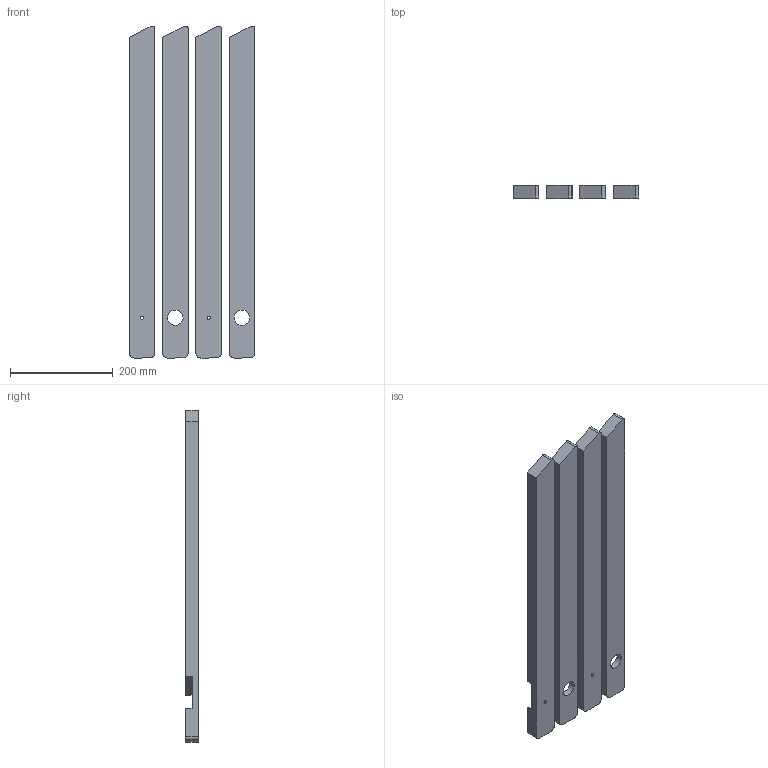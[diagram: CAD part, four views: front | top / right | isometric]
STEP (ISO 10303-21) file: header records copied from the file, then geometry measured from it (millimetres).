
FILE_DESCRIPTION (( 'STEP AP214' ), '1' );
FILE_NAME ('PlayGym_Assy_Cut.STEP', '2022-08-22T22:31:26', ( '' ), ( '' ), 'SwSTEP 2.0', 'SolidWorks 2021', '' );
FILE_SCHEMA (( 'AUTOMOTIVE_DESIGN' ));
Length unit declared in the file: millimetre
Products named in the file (3): PlayGym_Assy_Cut; PlayGym_Side_B; PlayGym_Side_A
Assembly tree (4 placements, depth 2):
  PlayGym_Assy_Cut
    PlayGym_Side_B  x2
    PlayGym_Side_A  x2
Bounding box: 245 x 25 x 646.9 mm (x, y, z)
Volume: 3006954.9 mm3; surface area: 391074 mm2
Topology: 4 solids, 4 shells, 64 faces, 168 edges, 112 vertices
Faces by surface type: plane 40, cylinder 24
Entity records: 1126 total; most frequent: DIRECTION 186, CARTESIAN_POINT 179, ORIENTED_EDGE 168, EDGE_CURVE 84, AXIS2_PLACEMENT_3D 63, VECTOR 60, LINE 60, VERTEX_POINT 56
